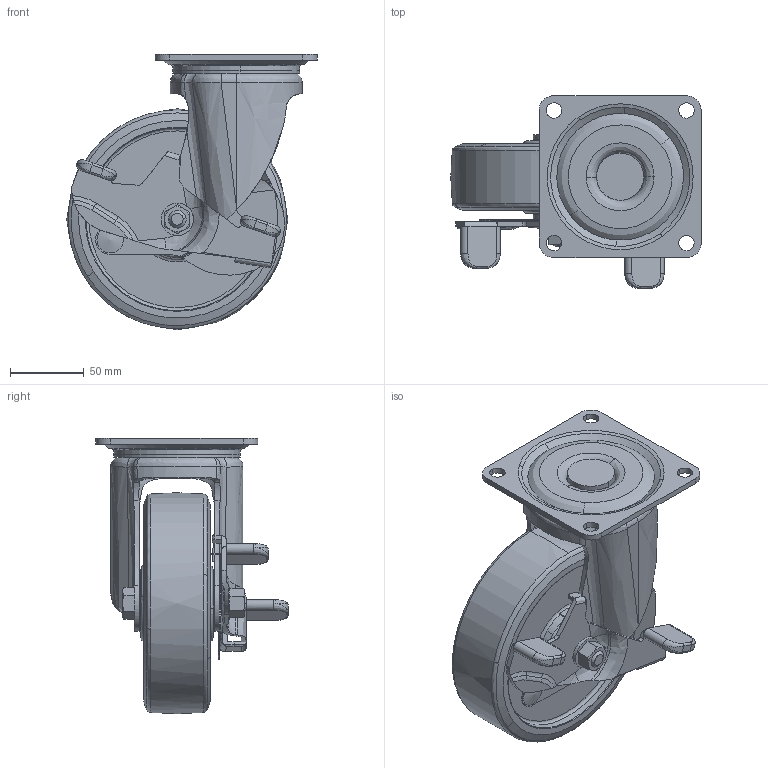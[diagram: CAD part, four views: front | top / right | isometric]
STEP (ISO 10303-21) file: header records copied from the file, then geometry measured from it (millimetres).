
FILE_DESCRIPTION((''),'2;1');
FILE_NAME('','2009-03-19T14:38:19',(''),(''),'','CADfix','');
FILE_SCHEMA(('AUTOMOTIVE_DESIGN { 1 0 10303 214 1 1 1 1 }'));
Length unit declared in the file: millimetre
Bounding box: 170 x 130.5 x 187 mm (x, y, z)
Volume: 865234.6 mm3; surface area: 181354.5 mm2
Topology: 6 solids, 8 shells, 433 faces, 1270 edges, 868 vertices
Faces by surface type: bspline 433
Entity records: 20398 total; most frequent: CARTESIAN_POINT 13443, ORIENTED_EDGE 2520, EDGE_CURVE 1268, VERTEX_POINT 868, EDGE_LOOP 474, FACE_OUTER_BOUND 433, ADVANCED_FACE 433, QUASI_UNIFORM_CURVE 426
